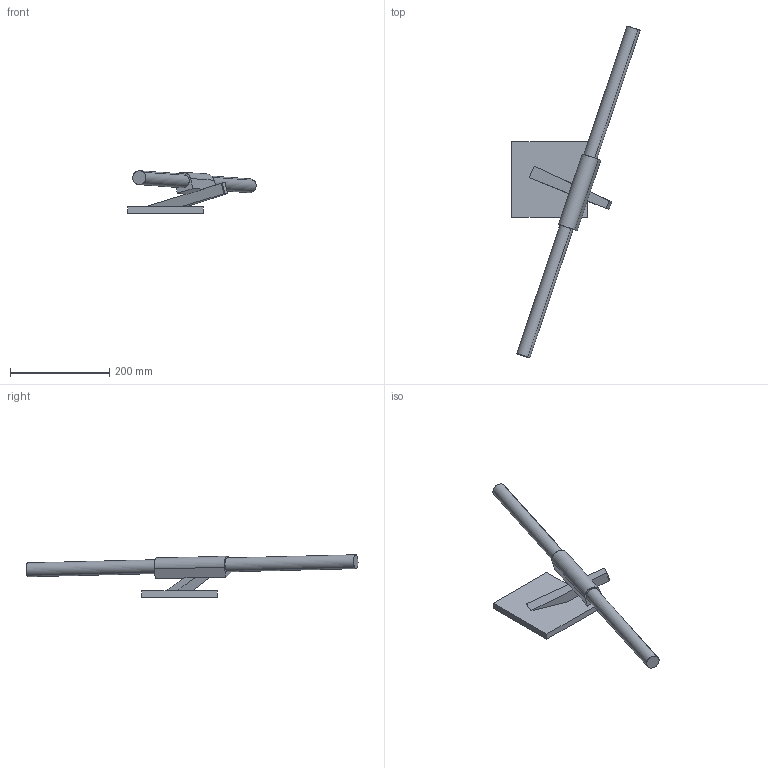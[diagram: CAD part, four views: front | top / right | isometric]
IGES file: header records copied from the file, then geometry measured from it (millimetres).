
Start section: SolidWorks IGES file using analytic representation for surfaces
Global section: file name: AGNES2 -  Agnes Sconce - 2 Lights.IGS; native system: SolidWorks 2015; preprocessor: SolidWorks 2015; author: Design; date: 190201.120703; units: inch
Bounding box: 258.71 x 669.66 x 85.62 mm (x, y, z)
Surface area: 134251.8 mm2 (no closed solid volume)
Topology: 0 solids, 0 shells, 82 faces, 1526 edges, 1526 vertices
Faces by surface type: revolution 51, bspline 31
